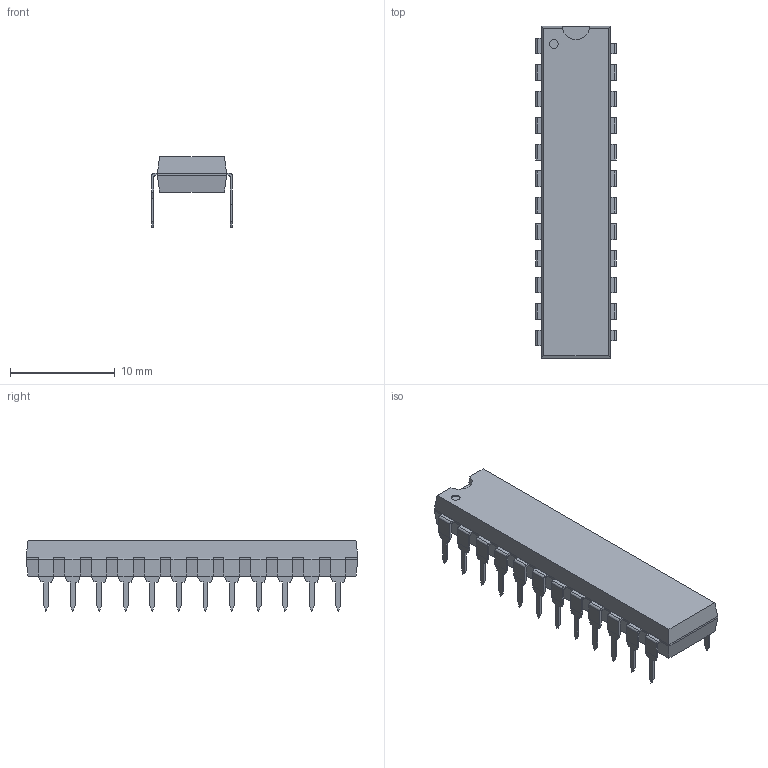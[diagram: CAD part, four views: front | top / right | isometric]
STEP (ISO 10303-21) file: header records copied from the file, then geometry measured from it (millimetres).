
FILE_DESCRIPTION(('FreeCAD Model'),'2;1');
FILE_NAME('dip24_3.stp', '2015-12-07T17:46:41',('Author'),(''), 'Open CASCADE STEP processor 6.7','FreeCAD','Unknown');
FILE_SCHEMA(('AUTOMOTIVE_DESIGN_CC2 { 1 2 10303 214 -1 1 5 4 }'));
Length unit declared in the file: millimetre
Products named in the file (4): ASSEMBLY; Pocket001; Array; Cut_(Mirror_#1)
Assembly tree (3 placements, depth 2):
  ASSEMBLY
    Pocket001
    Array
    Cut_(Mirror_#1)
Bounding box: 7.72 x 31.75 x 6.78 mm (x, y, z)
Volume: 710.2 mm3; surface area: 949.1 mm2
Topology: 25 solids, 25 shells, 472 faces, 1163 edges, 742 vertices
Faces by surface type: plane 422, cylinder 50
Full cylindrical faces by diameter (mm): 0.827 x1
Entity records: 29258 total; most frequent: CARTESIAN_POINT 5037, DIRECTION 4487, LINE 3281, VECTOR 3281, ORIENTED_EDGE 2326, PCURVE 2326, DEFINITIONAL_REPRESENTATION 2326, EDGE_CURVE 1163
